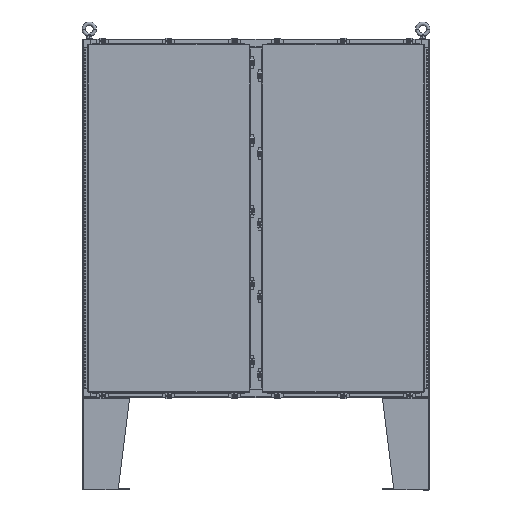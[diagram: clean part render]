
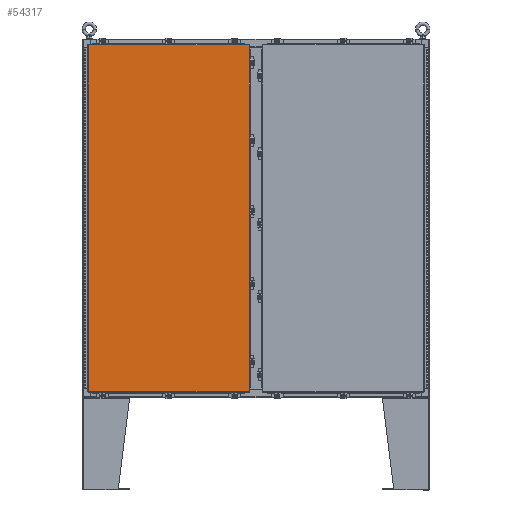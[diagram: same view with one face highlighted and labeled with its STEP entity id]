
A CAD part, top view. The second image highlights one B-rep face of the part: STEP entity #54317.
In plain terms, the highlighted planar face has unit normal (0, 0, 1).
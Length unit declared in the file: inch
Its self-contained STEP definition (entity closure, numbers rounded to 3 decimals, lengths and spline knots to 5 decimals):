
#4188 = VECTOR ( 'NONE', #31138, 39.37008 ) ;
#4753 = DIRECTION ( 'NONE',  ( 0., 1., 0. ) ) ;
#6286 = VERTEX_POINT ( 'NONE', #56424 ) ;
#9159 = VERTEX_POINT ( 'NONE', #9191 ) ;
#9191 = CARTESIAN_POINT ( 'NONE',  ( -13.9178, 30.0182, 0. ) ) ;
#9799 = CARTESIAN_POINT ( 'NONE',  ( 13.9178, 30.0182, 0. ) ) ;
#10091 = VECTOR ( 'NONE', #4753, 39.37008 ) ;
#11438 = LINE ( 'NONE', #63265, #57807 ) ;
#13853 = ORIENTED_EDGE ( 'NONE', *, *, #40615, .T. ) ;
#14479 = EDGE_LOOP ( 'NONE', ( #19012, #31627, #13853, #67811 ) ) ;
#18061 = CARTESIAN_POINT ( 'NONE',  ( -13.9178, -30.0182, 0. ) ) ;
#19012 = ORIENTED_EDGE ( 'NONE', *, *, #25128, .T. ) ;
#20160 = PLANE ( 'NONE',  #69387 ) ;
#22857 = EDGE_CURVE ( 'NONE', #64961, #54380, #24444, .T. ) ;
#24444 = LINE ( 'NONE', #31652, #10091 ) ;
#25128 = EDGE_CURVE ( 'NONE', #6286, #64961, #46659, .T. ) ;
#25615 = DIRECTION ( 'NONE',  ( 0., 0., -1. ) ) ;
#25657 = DIRECTION ( 'NONE',  ( -1., 0., 0. ) ) ;
#29658 = CARTESIAN_POINT ( 'NONE',  ( 13.9178, -30.0182, 0. ) ) ;
#31138 = DIRECTION ( 'NONE',  ( 0., -1., 0. ) ) ;
#31627 = ORIENTED_EDGE ( 'NONE', *, *, #22857, .T. ) ;
#31652 = CARTESIAN_POINT ( 'NONE',  ( 13.9178, -30.0182, 0. ) ) ;
#33696 = FACE_OUTER_BOUND ( 'NONE', #14479, .T. ) ;
#40615 = EDGE_CURVE ( 'NONE', #54380, #9159, #11438, .T. ) ;
#44955 = DIRECTION ( 'NONE',  ( 1., 0., 0. ) ) ;
#46659 = LINE ( 'NONE', #18061, #59217 ) ;
#54317 = ADVANCED_FACE ( 'NONE', ( #33696 ), #20160, .F. ) ;
#54380 = VERTEX_POINT ( 'NONE', #9799 ) ;
#56424 = CARTESIAN_POINT ( 'NONE',  ( -13.9178, -30.0182, 0. ) ) ;
#57807 = VECTOR ( 'NONE', #25657, 39.37008 ) ;
#59217 = VECTOR ( 'NONE', #44955, 39.37008 ) ;
#59792 = LINE ( 'NONE', #65286, #4188 ) ;
#62982 = CARTESIAN_POINT ( 'NONE',  ( 0., 0., 0. ) ) ;
#63221 = DIRECTION ( 'NONE',  ( -1., 0., 0. ) ) ;
#63265 = CARTESIAN_POINT ( 'NONE',  ( 13.9178, 30.0182, 0. ) ) ;
#64961 = VERTEX_POINT ( 'NONE', #29658 ) ;
#65286 = CARTESIAN_POINT ( 'NONE',  ( -13.9178, 30.0182, 0. ) ) ;
#67811 = ORIENTED_EDGE ( 'NONE', *, *, #68761, .T. ) ;
#68761 = EDGE_CURVE ( 'NONE', #9159, #6286, #59792, .T. ) ;
#69387 = AXIS2_PLACEMENT_3D ( 'NONE', #62982, #25615, #63221 ) ;
